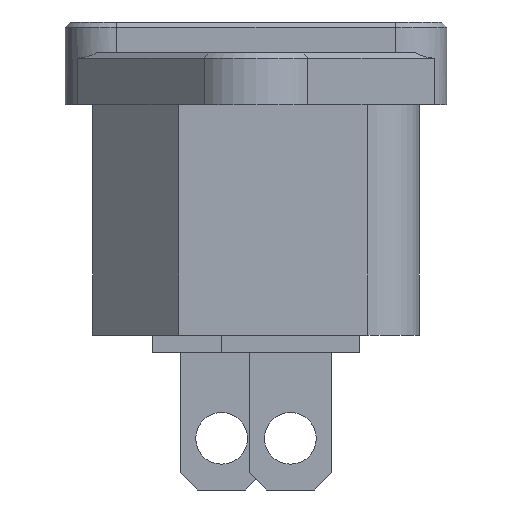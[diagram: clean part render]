
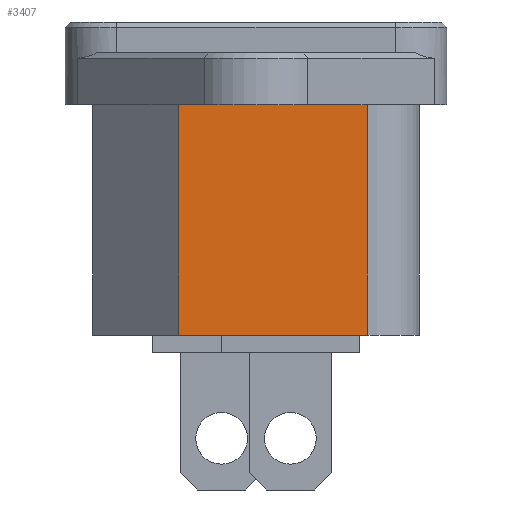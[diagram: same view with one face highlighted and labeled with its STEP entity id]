
A CAD part, left-side view. The second image highlights one B-rep face of the part: STEP entity #3407.
In plain terms, the highlighted planar face has unit normal (-1, 0, 0).
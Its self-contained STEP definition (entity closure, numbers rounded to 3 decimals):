
#3351=CARTESIAN_POINT('',(-13.5,4.5,0.0));
#3352=VERTEX_POINT('',#3351);
#3360=CARTESIAN_POINT('',(-13.5,4.5,-13.4));
#3361=VERTEX_POINT('',#3360);
#3368=CARTESIAN_POINT('',(-13.5,4.5,0.0));
#3369=DIRECTION('',(0.0,0.0,-1.0));
#3370=VECTOR('',#3369,13.4);
#3371=LINE('',#3368,#3370);
#3372=EDGE_CURVE('',#3352,#3361,#3371,.T.);
#3377=CARTESIAN_POINT('',(-13.5,-6.5,0.0));
#3378=DIRECTION('',(-1.0,0.0,0.0));
#3379=DIRECTION('',(0.0,1.0,0.0));
#3380=AXIS2_PLACEMENT_3D('',#3377,#3378,#3379);
#3381=PLANE('',#3380);
#3382=CARTESIAN_POINT('',(-13.5,-6.5,0.0));
#3383=VERTEX_POINT('',#3382);
#3384=CARTESIAN_POINT('',(-13.5,4.5,0.0));
#3385=DIRECTION('',(0.0,-1.0,0.0));
#3386=VECTOR('',#3385,11.);
#3387=LINE('',#3384,#3386);
#3388=EDGE_CURVE('',#3352,#3383,#3387,.T.);
#3389=ORIENTED_EDGE('',*,*,#3388,.F.);
#3390=ORIENTED_EDGE('',*,*,#3372,.T.);
#3391=CARTESIAN_POINT('',(-13.5,-6.5,-13.4));
#3392=VERTEX_POINT('',#3391);
#3393=CARTESIAN_POINT('',(-13.5,-6.5,-13.4));
#3394=DIRECTION('',(0.0,1.0,0.0));
#3395=VECTOR('',#3394,11.0);
#3396=LINE('',#3393,#3395);
#3397=EDGE_CURVE('',#3392,#3361,#3396,.T.);
#3398=ORIENTED_EDGE('',*,*,#3397,.F.);
#3399=CARTESIAN_POINT('',(-13.5,-6.5,0.0));
#3400=DIRECTION('',(0.0,0.0,-1.0));
#3401=VECTOR('',#3400,13.4);
#3402=LINE('',#3399,#3401);
#3403=EDGE_CURVE('',#3383,#3392,#3402,.T.);
#3404=ORIENTED_EDGE('',*,*,#3403,.F.);
#3405=EDGE_LOOP('',(#3389,#3390,#3398,#3404));
#3406=FACE_OUTER_BOUND('',#3405,.T.);
#3407=ADVANCED_FACE('',(#3406),#3381,.T.);
